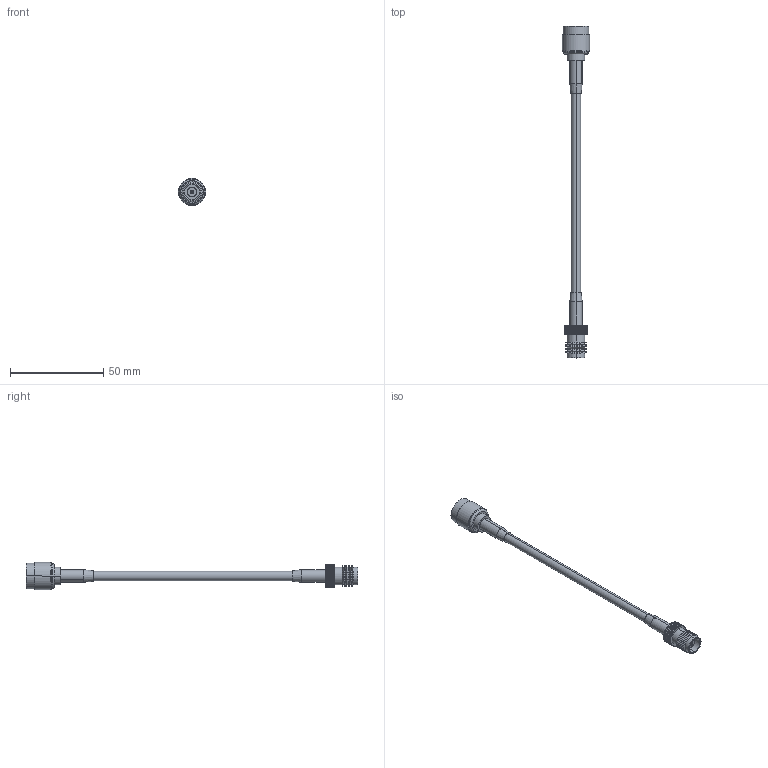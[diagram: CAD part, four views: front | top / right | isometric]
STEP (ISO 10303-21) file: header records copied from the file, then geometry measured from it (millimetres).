
FILE_DESCRIPTION (( 'STEP AP203' ), '1' );
FILE_NAME ('CC58RP-5.STEP', '2006-06-30T19:53:36', ( ' ' ), ( ' ' ), 'SwSTEP 2.0', 'SolidWorks 2005354', '' );
FILE_SCHEMA (( 'CONFIG_CONTROL_DESIGN' ));
Length unit declared in the file: inch
Products named in the file (11): BAC501; CC58RP-5; BAC501-MA1; BAC501-MA3; BAC500-MA3; BAC501-MA2; CC58RP-MA1; BAC500; BAC500-MA1; RG58C-PROD_5" long; BAC500-MA2
Assembly tree (11 placements, depth 3):
  CC58RP-5
    BAC500
      BAC500-MA2
      BAC500-MA3
      BAC500-MA1
    RG58C-PROD_5" long
    CC58RP-MA1  x2
    BAC501
      BAC501-MA1
      BAC501-MA2
      BAC501-MA3
Bounding box: 14.58 x 177.77 x 14.58 mm (x, y, z)
Volume: 5799.3 mm3; surface area: 8919.5 mm2
Topology: 9 solids, 9 shells, 446 faces, 1152 edges, 744 vertices
Faces by surface type: cylinder 305, plane 63, cone 50, torus 28
Entity records: 15275 total; most frequent: CARTESIAN_POINT 2730, DIRECTION 2712, ORIENTED_EDGE 2264, AXIS2_PLACEMENT_3D 1158, EDGE_CURVE 1132, VERTEX_POINT 732, CIRCLE 706, EDGE_LOOP 468
